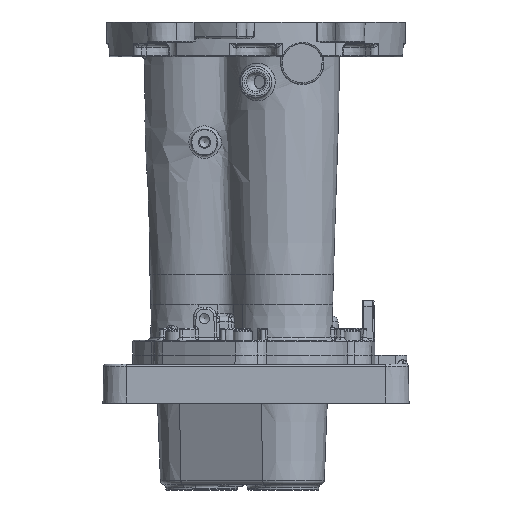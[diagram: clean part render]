
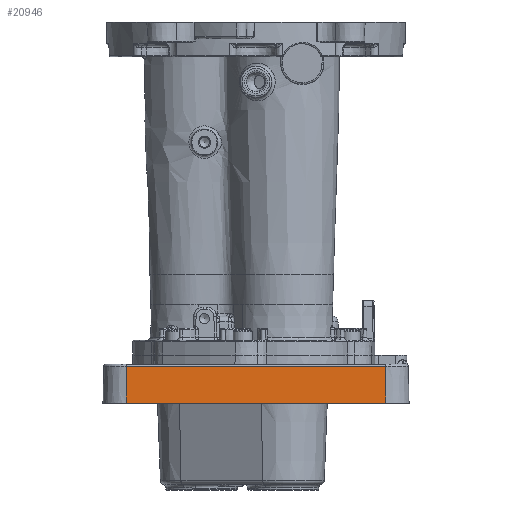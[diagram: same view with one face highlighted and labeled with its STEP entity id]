
A CAD part, left-side view. The second image highlights one B-rep face of the part: STEP entity #20946.
In plain terms, the highlighted face is planar.
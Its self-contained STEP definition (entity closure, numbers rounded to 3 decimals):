
#2561=FACE_OUTER_BOUND('',#4026,.T.);
#4026=EDGE_LOOP('',(#15239,#15240,#15241,#15242));
#5382=LINE('',#34942,#6093);
#5384=LINE('',#34958,#6095);
#5408=LINE('',#35145,#6119);
#5410=LINE('',#35148,#6121);
#6093=VECTOR('',#26673,216.001);
#6095=VECTOR('',#26691,216.001);
#6119=VECTOR('',#27011,30.54);
#6121=VECTOR('',#27015,30.54);
#8826=VERTEX_POINT('',#34939);
#8827=VERTEX_POINT('',#34941);
#8832=VERTEX_POINT('',#34952);
#8833=VERTEX_POINT('',#34957);
#11066=EDGE_CURVE('',#8826,#8827,#5382,.T.);
#11074=EDGE_CURVE('',#8832,#8833,#5384,.T.);
#11167=EDGE_CURVE('',#8826,#8833,#5408,.T.);
#11169=EDGE_CURVE('',#8827,#8832,#5410,.T.);
#15239=ORIENTED_EDGE('',*,*,#11066,.F.);
#15240=ORIENTED_EDGE('',*,*,#11167,.T.);
#15241=ORIENTED_EDGE('',*,*,#11074,.F.);
#15242=ORIENTED_EDGE('',*,*,#11169,.F.);
#20393=PLANE('',#22894);
#20946=ADVANCED_FACE('',(#2561),#20393,.T.);
#22894=AXIS2_PLACEMENT_3D('',#35147,#27013,#27014);
#26673=DIRECTION('',(0.,1.,0.));
#26691=DIRECTION('',(0.,-1.,0.));
#27011=DIRECTION('',(-0.017,0.,-1.));
#27013=DIRECTION('center_axis',(1.,0.,
-0.017));
#27014=DIRECTION('ref_axis',(0.017,0.,1.));
#27015=DIRECTION('',(-0.017,0.,-1.));
#34939=CARTESIAN_POINT('',(127.964,-107.321,-1.448));
#34941=CARTESIAN_POINT('',(127.964,108.681,-1.448));
#34942=CARTESIAN_POINT('',(127.964,-107.321,-1.448));
#34952=CARTESIAN_POINT('',(127.431,108.681,-31.983));
#34957=CARTESIAN_POINT('',(127.431,-107.321,-31.983));
#34958=CARTESIAN_POINT('',(127.431,108.681,-31.983));
#35145=CARTESIAN_POINT('',(127.964,-107.321,-1.448));
#35147=CARTESIAN_POINT('Origin',(127.964,-107.321,-1.448));
#35148=CARTESIAN_POINT('',(127.964,108.681,-1.448));
